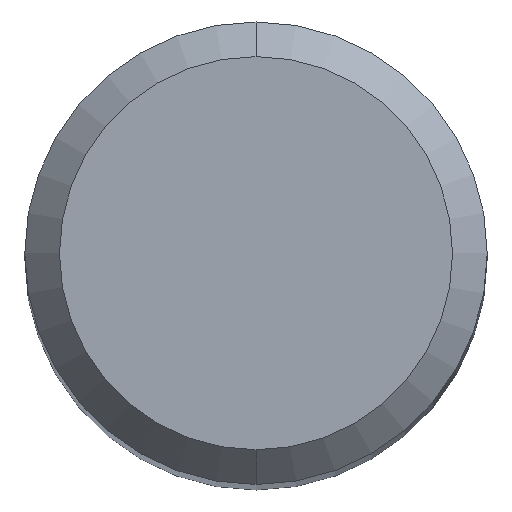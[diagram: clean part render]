
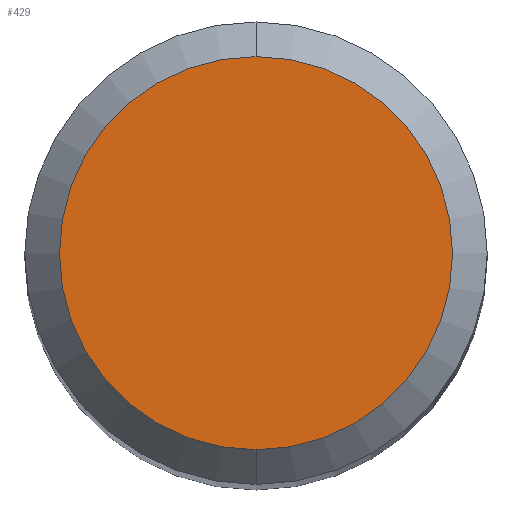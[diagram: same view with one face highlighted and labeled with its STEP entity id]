
A CAD part, top view. The second image highlights one B-rep face of the part: STEP entity #429.
In plain terms, the highlighted planar face has unit normal (0, 0, 1).
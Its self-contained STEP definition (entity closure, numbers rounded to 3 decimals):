
#181=EDGE_CURVE('',#239,#463,#496,.T.);
#235=EDGE_CURVE('',#463,#239,#555,.T.);
#239=VERTEX_POINT('',#559);
#429=ADVANCED_FACE('',(#773),#774,.T.);
#463=VERTEX_POINT('',#810);
#496=CIRCLE('',#837,1.7);
#555=CIRCLE('',#929,1.7);
#559=CARTESIAN_POINT('',(0.,-1.7,0.0));
#773=FACE_OUTER_BOUND('',#1352,.T.);
#774=PLANE('',#1353);
#810=CARTESIAN_POINT('',(0.0,1.7,0.0));
#837=AXIS2_PLACEMENT_3D('',#1480,#1481,#1482);
#929=AXIS2_PLACEMENT_3D('',#1544,#1545,#1546);
#1352=EDGE_LOOP('',(#1806,#1807));
#1353=AXIS2_PLACEMENT_3D('',#1808,#1809,#1810);
#1480=CARTESIAN_POINT('',(0.0,0.0,0.0));
#1481=DIRECTION('',(0.0,0.0,-1.0));
#1482=DIRECTION('',(0.0,1.0,0.0));
#1544=CARTESIAN_POINT('',(0.0,0.0,0.0));
#1545=DIRECTION('',(0.0,0.0,-1.0));
#1546=DIRECTION('',(0.0,1.0,0.0));
#1806=ORIENTED_EDGE('',*,*,#235,.F.);
#1807=ORIENTED_EDGE('',*,*,#181,.F.);
#1808=CARTESIAN_POINT('',(0.0,0.85,0.0));
#1809=DIRECTION('',(-0.0,0.0,1.0));
#1810=DIRECTION('',(0.0,-1.0,0.0));
